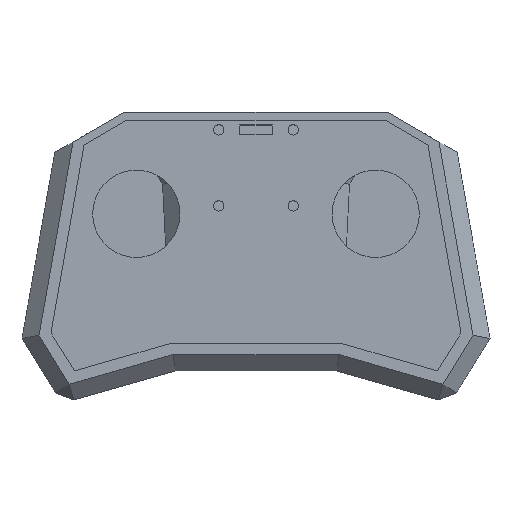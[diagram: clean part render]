
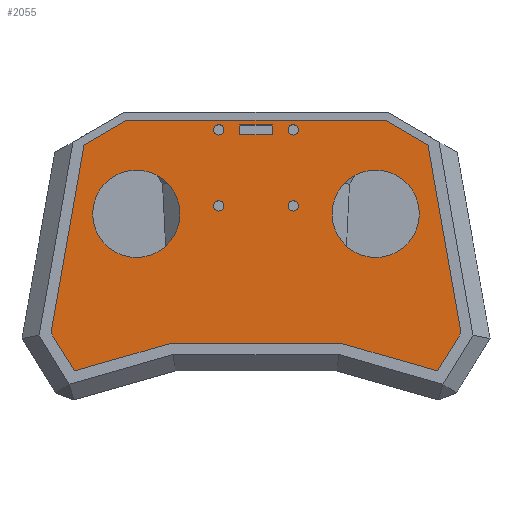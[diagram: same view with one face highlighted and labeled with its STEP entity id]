
A CAD part, top view. The second image highlights one B-rep face of the part: STEP entity #2055.
In plain terms, the highlighted planar face has unit normal (0, 0, 1).
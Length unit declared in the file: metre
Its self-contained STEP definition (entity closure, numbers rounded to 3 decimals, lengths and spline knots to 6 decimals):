
#94=CIRCLE('',#2253,0.0135);
#95=CIRCLE('',#2254,0.0016);
#96=CIRCLE('',#2255,0.0016);
#97=CIRCLE('',#2256,0.0016);
#98=CIRCLE('',#2257,0.0016);
#99=CIRCLE('',#2258,0.0135);
#532=ORIENTED_EDGE('',*,*,#846,.F.);
#533=ORIENTED_EDGE('',*,*,#847,.F.);
#534=ORIENTED_EDGE('',*,*,#848,.F.);
#535=ORIENTED_EDGE('',*,*,#849,.T.);
#536=ORIENTED_EDGE('',*,*,#850,.T.);
#537=ORIENTED_EDGE('',*,*,#851,.T.);
#538=ORIENTED_EDGE('',*,*,#852,.T.);
#539=ORIENTED_EDGE('',*,*,#853,.T.);
#540=ORIENTED_EDGE('',*,*,#854,.T.);
#541=ORIENTED_EDGE('',*,*,#855,.T.);
#542=ORIENTED_EDGE('',*,*,#856,.T.);
#543=ORIENTED_EDGE('',*,*,#857,.T.);
#544=ORIENTED_EDGE('',*,*,#858,.F.);
#545=ORIENTED_EDGE('',*,*,#859,.F.);
#546=ORIENTED_EDGE('',*,*,#860,.F.);
#547=ORIENTED_EDGE('',*,*,#861,.T.);
#548=ORIENTED_EDGE('',*,*,#862,.T.);
#549=ORIENTED_EDGE('',*,*,#863,.F.);
#550=ORIENTED_EDGE('',*,*,#864,.F.);
#551=ORIENTED_EDGE('',*,*,#865,.T.);
#846=EDGE_CURVE('',#1044,#1044,#94,.T.);
#847=EDGE_CURVE('',#1045,#1045,#95,.T.);
#848=EDGE_CURVE('',#1046,#1046,#96,.T.);
#849=EDGE_CURVE('',#1047,#1048,#1242,.T.);
#850=EDGE_CURVE('',#1048,#1049,#1243,.T.);
#851=EDGE_CURVE('',#1049,#1050,#1244,.T.);
#852=EDGE_CURVE('',#1050,#1051,#1245,.T.);
#853=EDGE_CURVE('',#1051,#1052,#1246,.T.);
#854=EDGE_CURVE('',#1052,#1053,#1247,.T.);
#855=EDGE_CURVE('',#1053,#1054,#1248,.F.);
#856=EDGE_CURVE('',#1054,#1055,#1249,.F.);
#857=EDGE_CURVE('',#1055,#1056,#1250,.F.);
#858=EDGE_CURVE('',#1047,#1056,#1251,.T.);
#859=EDGE_CURVE('',#1057,#1057,#97,.T.);
#860=EDGE_CURVE('',#1058,#1059,#1252,.T.);
#861=EDGE_CURVE('',#1058,#1060,#1253,.T.);
#862=EDGE_CURVE('',#1060,#1061,#1254,.T.);
#863=EDGE_CURVE('',#1059,#1061,#1255,.T.);
#864=EDGE_CURVE('',#1062,#1062,#98,.T.);
#865=EDGE_CURVE('',#1063,#1063,#99,.T.);
#1044=VERTEX_POINT('',#3339);
#1045=VERTEX_POINT('',#3341);
#1046=VERTEX_POINT('',#3343);
#1047=VERTEX_POINT('',#3345);
#1048=VERTEX_POINT('',#3346);
#1049=VERTEX_POINT('',#3348);
#1050=VERTEX_POINT('',#3350);
#1051=VERTEX_POINT('',#3352);
#1052=VERTEX_POINT('',#3354);
#1053=VERTEX_POINT('',#3356);
#1054=VERTEX_POINT('',#3358);
#1055=VERTEX_POINT('',#3360);
#1056=VERTEX_POINT('',#3362);
#1057=VERTEX_POINT('',#3365);
#1058=VERTEX_POINT('',#3367);
#1059=VERTEX_POINT('',#3368);
#1060=VERTEX_POINT('',#3370);
#1061=VERTEX_POINT('',#3372);
#1062=VERTEX_POINT('',#3375);
#1063=VERTEX_POINT('',#3377);
#1242=LINE('',#3344,#1448);
#1243=LINE('',#3347,#1449);
#1244=LINE('',#3349,#1450);
#1245=LINE('',#3351,#1451);
#1246=LINE('',#3353,#1452);
#1247=LINE('',#3355,#1453);
#1248=LINE('',#3357,#1454);
#1249=LINE('',#3359,#1455);
#1250=LINE('',#3361,#1456);
#1251=LINE('',#3363,#1457);
#1252=LINE('',#3366,#1458);
#1253=LINE('',#3369,#1459);
#1254=LINE('',#3371,#1460);
#1255=LINE('',#3373,#1461);
#1448=VECTOR('',#2769,1.);
#1449=VECTOR('',#2770,1.);
#1450=VECTOR('',#2771,1.);
#1451=VECTOR('',#2772,1.);
#1452=VECTOR('',#2773,1.);
#1453=VECTOR('',#2774,1.);
#1454=VECTOR('',#2775,1.);
#1455=VECTOR('',#2776,1.);
#1456=VECTOR('',#2777,1.);
#1457=VECTOR('',#2778,1.);
#1458=VECTOR('',#2781,1.);
#1459=VECTOR('',#2782,1.);
#1460=VECTOR('',#2783,1.);
#1461=VECTOR('',#2784,1.);
#1634=EDGE_LOOP('',(#532));
#1635=EDGE_LOOP('',(#533));
#1636=EDGE_LOOP('',(#534));
#1637=EDGE_LOOP('',(#535,#536,#537,#538,#539,#540,#541,#542,#543,#544));
#1638=EDGE_LOOP('',(#545));
#1639=EDGE_LOOP('',(#546,#547,#548,#549));
#1640=EDGE_LOOP('',(#550));
#1641=EDGE_LOOP('',(#551));
#1826=FACE_BOUND('',#1634,.T.);
#1827=FACE_BOUND('',#1635,.T.);
#1828=FACE_BOUND('',#1636,.T.);
#1829=FACE_BOUND('',#1637,.T.);
#1830=FACE_BOUND('',#1638,.T.);
#1831=FACE_BOUND('',#1639,.T.);
#1832=FACE_BOUND('',#1640,.T.);
#1833=FACE_BOUND('',#1641,.T.);
#1938=PLANE('',#2252);
#2055=ADVANCED_FACE('',(#1826,#1827,#1828,#1829,#1830,#1831,#1832,#1833),
#1938,.T.);
#2252=AXIS2_PLACEMENT_3D('',#3337,#2761,#2762);
#2253=AXIS2_PLACEMENT_3D('',#3338,#2763,#2764);
#2254=AXIS2_PLACEMENT_3D('',#3340,#2765,#2766);
#2255=AXIS2_PLACEMENT_3D('',#3342,#2767,#2768);
#2256=AXIS2_PLACEMENT_3D('',#3364,#2779,#2780);
#2257=AXIS2_PLACEMENT_3D('',#3374,#2785,#2786);
#2258=AXIS2_PLACEMENT_3D('',#3376,#2787,#2788);
#2761=DIRECTION('',(0.,0.,1.));
#2762=DIRECTION('',(1.,0.,0.));
#2763=DIRECTION('',(0.,0.,1.));
#2764=DIRECTION('',(1.,0.,0.));
#2765=DIRECTION('',(0.,0.,1.));
#2766=DIRECTION('',(1.,0.,0.));
#2767=DIRECTION('',(0.,0.,1.));
#2768=DIRECTION('',(1.,0.,0.));
#2769=DIRECTION('',(-1.,0.,0.));
#2770=DIRECTION('',(-0.866,-0.5,0.));
#2771=DIRECTION('',(-0.174,-0.985,0.));
#2772=DIRECTION('',(0.525,-0.851,0.));
#2773=DIRECTION('',(0.962,0.275,0.));
#2774=DIRECTION('',(1.,0.,0.));
#2775=DIRECTION('',(-0.962,0.275,0.));
#2776=DIRECTION('',(-0.525,-0.851,0.));
#2777=DIRECTION('',(0.174,-0.985,0.));
#2778=DIRECTION('',(0.866,-0.5,0.));
#2779=DIRECTION('',(0.,0.,1.));
#2780=DIRECTION('',(1.,0.,0.));
#2781=DIRECTION('',(0.,-1.,0.));
#2782=DIRECTION('',(1.,0.,0.));
#2783=DIRECTION('',(0.,-1.,0.));
#2784=DIRECTION('',(1.,0.,0.));
#2785=DIRECTION('',(0.,0.,1.));
#2786=DIRECTION('',(1.,0.,0.));
#2787=DIRECTION('',(0.,0.,-1.));
#2788=DIRECTION('',(1.,0.,0.));
#3337=CARTESIAN_POINT('',(0.,-0.042076,0.019));
#3338=CARTESIAN_POINT('',(-0.037,-0.031464,0.019));
#3339=CARTESIAN_POINT('',(-0.0235,-0.031464,0.019));
#3340=CARTESIAN_POINT('',(-0.0115,-0.029,0.019));
#3341=CARTESIAN_POINT('',(-0.0099,-0.029,0.019));
#3342=CARTESIAN_POINT('',(0.0115,-0.029,0.019));
#3343=CARTESIAN_POINT('',(0.0131,-0.029,0.019));
#3344=CARTESIAN_POINT('',(0.,-0.0025,0.019));
#3345=CARTESIAN_POINT('',(0.039884,-0.0025,0.019));
#3346=CARTESIAN_POINT('',(-0.039884,-0.0025,0.019));
#3347=CARTESIAN_POINT('',(-0.050129,-0.008415,0.019));
#3348=CARTESIAN_POINT('',(-0.053121,-0.010143,0.019));
#3349=CARTESIAN_POINT('',(-0.05748,-0.034865,0.019));
#3350=CARTESIAN_POINT('',(-0.063373,-0.068282,0.019));
#3351=CARTESIAN_POINT('',(-0.056299,-0.079745,0.019));
#3352=CARTESIAN_POINT('',(-0.056131,-0.080017,0.019));
#3353=CARTESIAN_POINT('',(0.005014,-0.062548,0.019));
#3354=CARTESIAN_POINT('',(-0.026195,-0.071464,0.019));
#3355=CARTESIAN_POINT('',(0.,-0.071464,0.019));
#3356=CARTESIAN_POINT('',(0.026195,-0.071464,0.019));
#3357=CARTESIAN_POINT('',(-0.005014,-0.062548,0.019));
#3358=CARTESIAN_POINT('',(0.056131,-0.080017,0.019));
#3359=CARTESIAN_POINT('',(0.056299,-0.079745,0.019));
#3360=CARTESIAN_POINT('',(0.063373,-0.068282,0.019));
#3361=CARTESIAN_POINT('',(0.05748,-0.034865,0.019));
#3362=CARTESIAN_POINT('',(0.053121,-0.010143,0.019));
#3363=CARTESIAN_POINT('',(0.050129,-0.008415,0.019));
#3364=CARTESIAN_POINT('',(0.0115,-0.0055,0.019));
#3365=CARTESIAN_POINT('',(0.0131,-0.0055,0.019));
#3366=CARTESIAN_POINT('',(-0.005,-0.0055,0.019));
#3367=CARTESIAN_POINT('',(-0.005,-0.004,0.019));
#3368=CARTESIAN_POINT('',(-0.005,-0.007,0.019));
#3369=CARTESIAN_POINT('',(0.,-0.004,0.019));
#3370=CARTESIAN_POINT('',(0.005,-0.004,0.019));
#3371=CARTESIAN_POINT('',(0.005,-0.0055,0.019));
#3372=CARTESIAN_POINT('',(0.005,-0.007,0.019));
#3373=CARTESIAN_POINT('',(0.,-0.007,0.019));
#3374=CARTESIAN_POINT('',(-0.0115,-0.0055,0.019));
#3375=CARTESIAN_POINT('',(-0.0099,-0.0055,0.019));
#3376=CARTESIAN_POINT('',(0.037,-0.031464,0.019));
#3377=CARTESIAN_POINT('',(0.0505,-0.031464,0.019));
